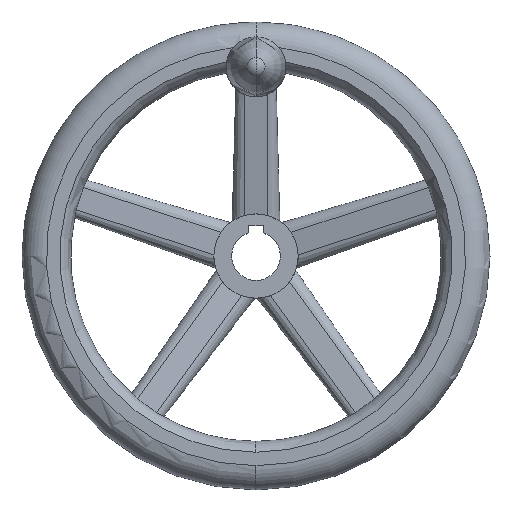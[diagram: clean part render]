
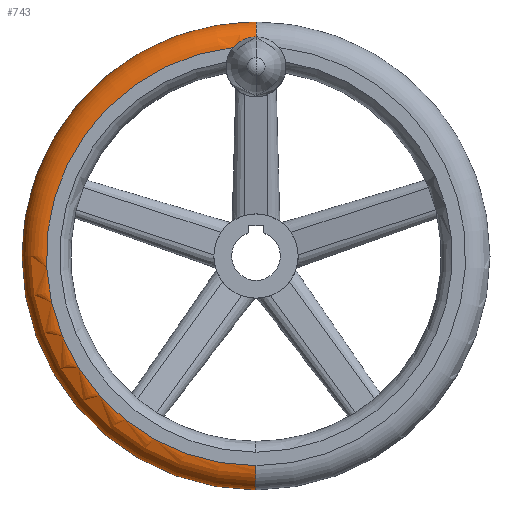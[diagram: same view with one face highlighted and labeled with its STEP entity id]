
A CAD part, top view. The second image highlights one B-rep face of the part: STEP entity #743.
In plain terms, the highlighted toroidal (fillet/blend) face has major radius 112 mm and minor radius 13 mm.
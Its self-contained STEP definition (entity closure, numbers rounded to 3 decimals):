
#377=EDGE_CURVE('',#775,#971,#1045,.T.);
#461=EDGE_CURVE('',#877,#985,#1138,.T.);
#481=EDGE_CURVE('',#971,#985,#1159,.T.);
#743=ADVANCED_FACE('',(#1447),#1448,.T.);
#775=VERTEX_POINT('',#1484);
#849=EDGE_CURVE('',#775,#919,#1566,.T.);
#877=VERTEX_POINT('',#1596);
#901=EDGE_CURVE('',#877,#919,#1622,.T.);
#919=VERTEX_POINT('',#1642);
#971=VERTEX_POINT('',#1704);
#985=VERTEX_POINT('',#1719);
#1045=CIRCLE('',#1824,112.0);
#1138=CIRCLE('',#2071,13.0);
#1159=CIRCLE('',#2202,112.0);
#1447=FACE_OUTER_BOUND('',#2875,.T.);
#1448=TOROIDAL_SURFACE('',#2876,112.0,13.0);
#1484=CARTESIAN_POINT('',(0.,-112.0,50.0));
#1566=CIRCLE('',#3270,13.0);
#1596=CARTESIAN_POINT('',(0.,125.0,37.0));
#1622=CIRCLE('',#3429,125.0);
#1642=CARTESIAN_POINT('',(0.,-125.0,37.0));
#1704=CARTESIAN_POINT('',(-12.217,111.332,50.));
#1719=CARTESIAN_POINT('',(0.,112.0,50.0));
#1824=AXIS2_PLACEMENT_3D('',#3726,#3727,#3728);
#2071=AXIS2_PLACEMENT_3D('',#3833,#3834,#3835);
#2202=AXIS2_PLACEMENT_3D('',#3848,#3849,#3850);
#2875=EDGE_LOOP('',(#4159,#4160,#4161,#4162,#4163));
#2876=AXIS2_PLACEMENT_3D('',#4164,#4165,#4166);
#3270=AXIS2_PLACEMENT_3D('',#4323,#4324,#4325);
#3429=AXIS2_PLACEMENT_3D('',#4384,#4385,#4386);
#3726=CARTESIAN_POINT('',(0.,0.,50.0));
#3727=DIRECTION('',(0.,0.,-1.0));
#3728=DIRECTION('',(0.,1.0,0.));
#3833=CARTESIAN_POINT('',(0.,112.0,37.0));
#3834=DIRECTION('',(1.0,0.,0.));
#3835=DIRECTION('',(0.,1.0,0.));
#3848=CARTESIAN_POINT('',(0.,0.,50.0));
#3849=DIRECTION('',(0.,0.,-1.0));
#3850=DIRECTION('',(0.,1.0,0.));
#4159=ORIENTED_EDGE('',*,*,#901,.T.);
#4160=ORIENTED_EDGE('',*,*,#849,.F.);
#4161=ORIENTED_EDGE('',*,*,#377,.T.);
#4162=ORIENTED_EDGE('',*,*,#481,.T.);
#4163=ORIENTED_EDGE('',*,*,#461,.F.);
#4164=CARTESIAN_POINT('',(0.,0.,37.0));
#4165=DIRECTION('',(0.,0.,1.0));
#4166=DIRECTION('',(0.,1.0,0.0));
#4323=CARTESIAN_POINT('',(0.,-112.0,37.0));
#4324=DIRECTION('',(1.0,0.,0.));
#4325=DIRECTION('',(0.,-1.0,0.));
#4384=CARTESIAN_POINT('',(0.,0.,37.0));
#4385=DIRECTION('',(0.,0.,1.0));
#4386=DIRECTION('',(1.0,0.0,0.));
